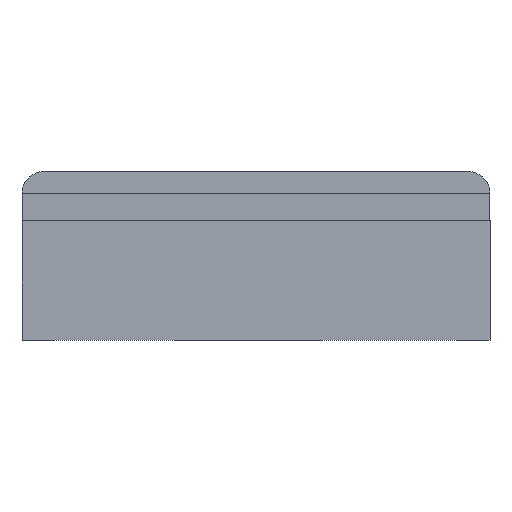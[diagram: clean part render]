
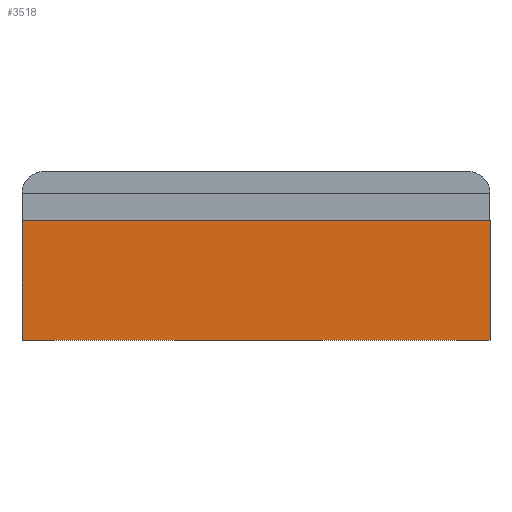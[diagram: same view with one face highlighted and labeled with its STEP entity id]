
A CAD part, front view. The second image highlights one B-rep face of the part: STEP entity #3518.
In plain terms, the highlighted planar face has unit normal (0, -1, 0).
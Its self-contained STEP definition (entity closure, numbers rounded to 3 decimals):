
#377=FACE_OUTER_BOUND('',#612,.T.);
#612=EDGE_LOOP('',(#3003,#3004,#3005,#3006));
#996=LINE('',#5714,#1401);
#998=LINE('',#5719,#1403);
#999=LINE('',#5720,#1404);
#1000=LINE('',#5721,#1405);
#1401=VECTOR('',#4731,10.);
#1403=VECTOR('',#4735,10.);
#1404=VECTOR('',#4736,10.);
#1405=VECTOR('',#4737,10.);
#1716=VERTEX_POINT('',#5711);
#1717=VERTEX_POINT('',#5713);
#1718=VERTEX_POINT('',#5717);
#1719=VERTEX_POINT('',#5718);
#2150=EDGE_CURVE('',#1716,#1717,#996,.T.);
#2152=EDGE_CURVE('',#1718,#1719,#998,.T.);
#2153=EDGE_CURVE('',#1717,#1719,#999,.T.);
#2154=EDGE_CURVE('',#1718,#1716,#1000,.T.);
#3003=ORIENTED_EDGE('',*,*,#2152,.T.);
#3004=ORIENTED_EDGE('',*,*,#2153,.F.);
#3005=ORIENTED_EDGE('',*,*,#2150,.F.);
#3006=ORIENTED_EDGE('',*,*,#2154,.F.);
#3290=PLANE('',#3845);
#3518=ADVANCED_FACE('',(#377),#3290,.F.);
#3845=AXIS2_PLACEMENT_3D('',#5716,#4733,#4734);
#4731=DIRECTION('',(0.,0.,-1.));
#4733=DIRECTION('center_axis',(0.,1.,0.));
#4734=DIRECTION('ref_axis',(0.,0.,-1.));
#4735=DIRECTION('',(0.,0.,-1.));
#4736=DIRECTION('',(-1.,0.,0.));
#4737=DIRECTION('',(1.,0.,0.));
#5711=CARTESIAN_POINT('',(17.2,-10.4,4.4));
#5713=CARTESIAN_POINT('',(17.2,-10.4,0.));
#5714=CARTESIAN_POINT('',(17.2,-10.4,2.2));
#5716=CARTESIAN_POINT('Origin',(7.5,-10.4,2.2));
#5717=CARTESIAN_POINT('',(0.,-10.4,4.4));
#5718=CARTESIAN_POINT('',(0.,-10.4,0.));
#5719=CARTESIAN_POINT('',(0.,-10.4,2.2));
#5720=CARTESIAN_POINT('',(7.5,-10.4,0.));
#5721=CARTESIAN_POINT('',(7.5,-10.4,4.4));
